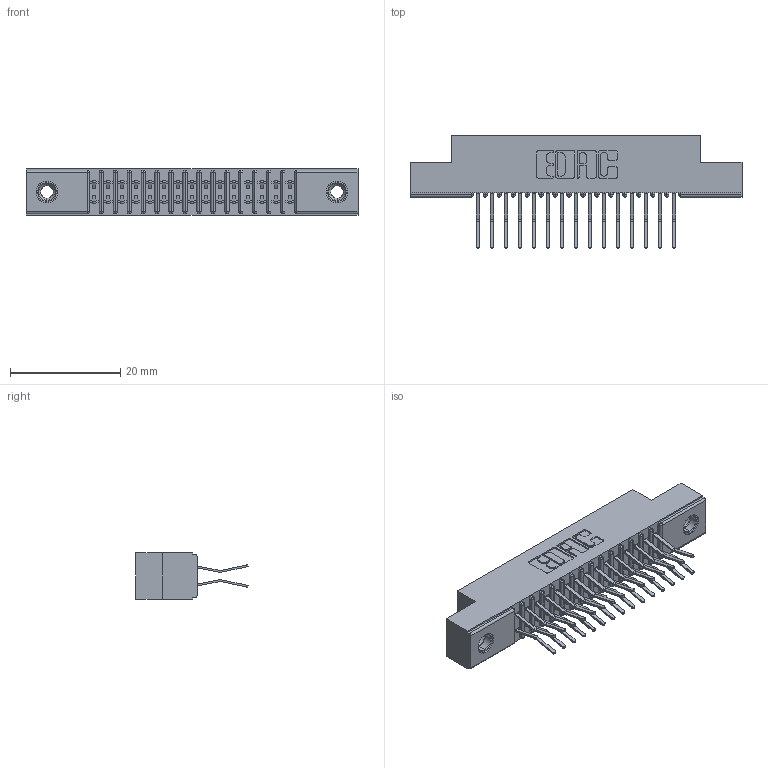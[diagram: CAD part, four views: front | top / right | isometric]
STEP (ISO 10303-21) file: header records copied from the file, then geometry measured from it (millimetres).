
FILE_DESCRIPTION (( 'STEP AP203' ), '1' );
FILE_NAME ('391-030-560-208.STEP', '2018-08-08T21:45:58', ( '' ), ( '' ), 'SwSTEP 2.0', 'SolidWorks 2016', '' );
FILE_SCHEMA (( 'CONFIG_CONTROL_DESIGN' ));
Length unit declared in the file: inch
Products named in the file (4): 341 Part_.156 (3.96) Dia Mounting Holes; 341-292-001_341-292-160; 345-250-001_345-250-003-102; 391-030-560-208
Assembly tree (33 placements, depth 2):
  391-030-560-208
    341 Part_.156 (3.96) Dia Mounting Holes
    341-292-001_341-292-160  x30
    345-250-001_345-250-003-102  x2
Bounding box: 60.33 x 20.37 x 8.38 mm (x, y, z)
Volume: 3476.7 mm3; surface area: 7043.9 mm2
Topology: 33 solids, 33 shells, 2276 faces, 6557 edges, 4250 vertices
Faces by surface type: plane 1300, cylinder 900, sphere 32, torus 32, cone 12
Entity records: 23075 total; most frequent: CARTESIAN_POINT 3820, ORIENTED_EDGE 3786, DIRECTION 3741, EDGE_CURVE 1893, LINE 1491, VECTOR 1491, VERTEX_POINT 1204, AXIS2_PLACEMENT_3D 1125
